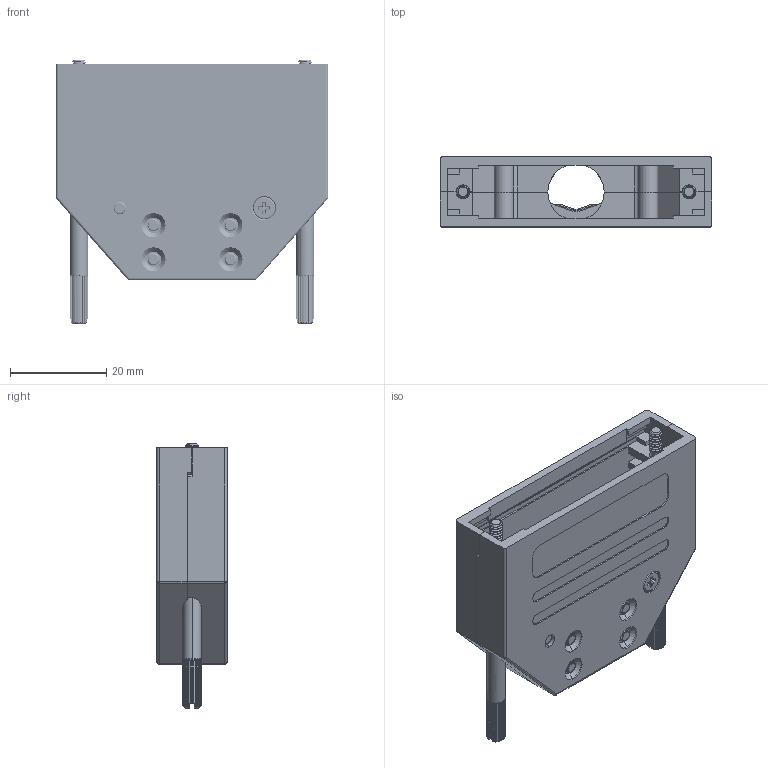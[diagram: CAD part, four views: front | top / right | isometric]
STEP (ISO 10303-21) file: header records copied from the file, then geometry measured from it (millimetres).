
FILE_DESCRIPTION (( 'STEP AP214' ), '1' );
FILE_NAME ('6688-9603.STEP', '2023-05-29T14:03:32', ( '' ), ( '' ), 'SwSTEP 2.0', 'SolidWorks 2021', '' );
FILE_SCHEMA (( 'AUTOMOTIVE_DESIGN' ));
Length unit declared in the file: millimetre
Products named in the file (5): 6805-0305-03; 6826-0143-02; 6830-0112-02; 6688-9603; 6855-0117-10
Assembly tree (12 placements, depth 2):
  6688-9603
    6805-0305-03  x2
    6826-0143-02  x2
    6830-0112-02  x2
    6855-0117-10  x6
Bounding box: 56.5 x 14.6 x 55 mm (x, y, z)
Volume: 10915 mm3; surface area: 18561.8 mm2
Topology: 12 solids, 12 shells, 1410 faces, 4014 edges, 2640 vertices
Faces by surface type: cylinder 658, plane 500, bspline 130, cone 82, torus 32, sphere 8
Entity records: 28153 total; most frequent: CARTESIAN_POINT 15352, ORIENTED_EDGE 3014, DIRECTION 2225, EDGE_CURVE 1507, VERTEX_POINT 996, AXIS2_PLACEMENT_3D 754, LINE 717, VECTOR 717
